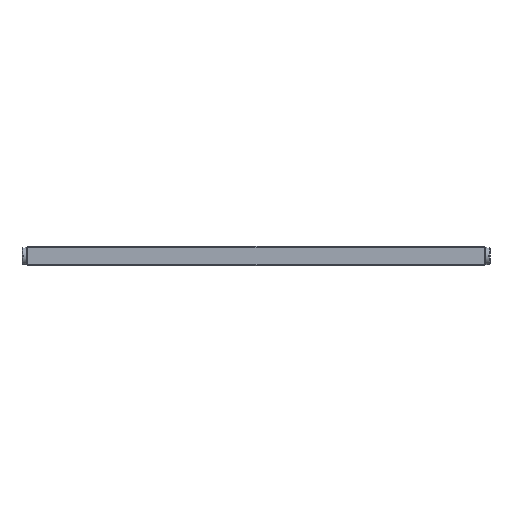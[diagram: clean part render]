
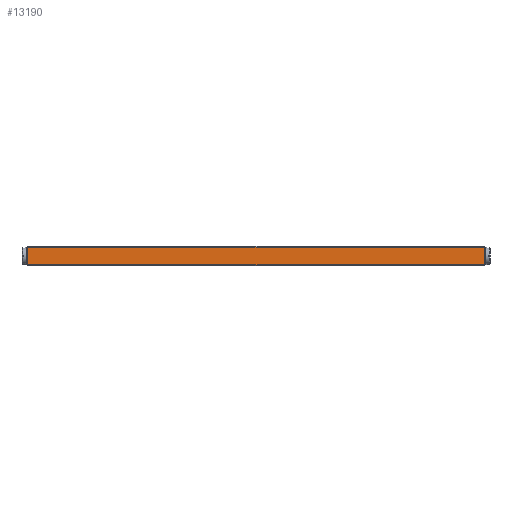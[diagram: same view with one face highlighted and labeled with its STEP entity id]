
A CAD part, front view. The second image highlights one B-rep face of the part: STEP entity #13190.
In plain terms, the highlighted planar face has unit normal (0, -1, 0).
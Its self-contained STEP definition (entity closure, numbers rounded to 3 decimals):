
#10163=FACE_OUTER_BOUND('',#22555,.T.);
#13190=ADVANCED_FACE('',(#10163),#16636,.T.);
#16636=PLANE('',#68838);
#22555=EDGE_LOOP('',(#26900,#26901,#26902,#26903));
#26900=ORIENTED_EDGE('',*,*,#49412,.T.);
#26901=ORIENTED_EDGE('',*,*,#49413,.T.);
#26902=ORIENTED_EDGE('',*,*,#49414,.T.);
#26903=ORIENTED_EDGE('',*,*,#49415,.T.);
#43772=VERTEX_POINT('',#90587);
#43773=VERTEX_POINT('',#90588);
#43774=VERTEX_POINT('',#90590);
#43775=VERTEX_POINT('',#90592);
#49412=EDGE_CURVE('',#43772,#43773,#57755,.T.);
#49413=EDGE_CURVE('',#43773,#43774,#57756,.T.);
#49414=EDGE_CURVE('',#43774,#43775,#57757,.T.);
#49415=EDGE_CURVE('',#43775,#43772,#57758,.T.);
#57755=LINE('',#90586,#63375);
#57756=LINE('',#90589,#63376);
#57757=LINE('',#90591,#63377);
#57758=LINE('',#90593,#63378);
#63375=VECTOR('',#74150,1.);
#63376=VECTOR('',#74151,1.);
#63377=VECTOR('',#74152,1.);
#63378=VECTOR('',#74153,1.);
#68838=AXIS2_PLACEMENT_3D('',#90594,#74154,#74155);
#74150=DIRECTION('',(-1.,0.,0.));
#74151=DIRECTION('',(0.,0.,-1.));
#74152=DIRECTION('',(1.,0.,0.));
#74153=DIRECTION('',(0.,0.,1.));
#74154=DIRECTION('',(0.,-1.,0.));
#74155=DIRECTION('',(0.,0.,1.));
#90586=CARTESIAN_POINT('',(0.,-40.,14.25));
#90587=CARTESIAN_POINT('',(174.275,-40.,14.25));
#90588=CARTESIAN_POINT('',(-174.275,-40.,14.25));
#90589=CARTESIAN_POINT('',(-174.275,-40.,0.));
#90590=CARTESIAN_POINT('',(-174.275,-40.,0.75));
#90591=CARTESIAN_POINT('',(0.,-40.,0.75));
#90592=CARTESIAN_POINT('',(174.275,-40.,0.75));
#90593=CARTESIAN_POINT('',(174.275,-40.,0.));
#90594=CARTESIAN_POINT('',(0.,-40.,0.));
